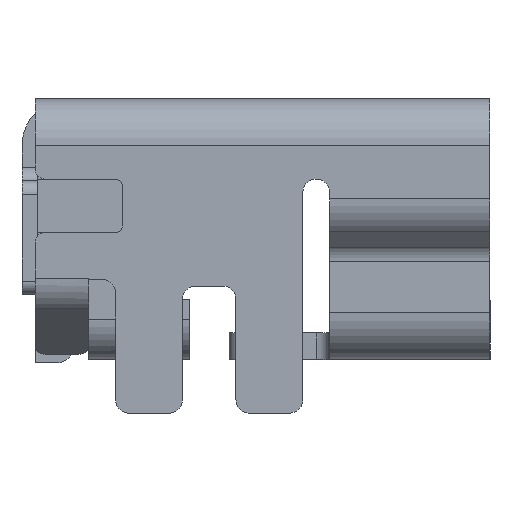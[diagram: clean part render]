
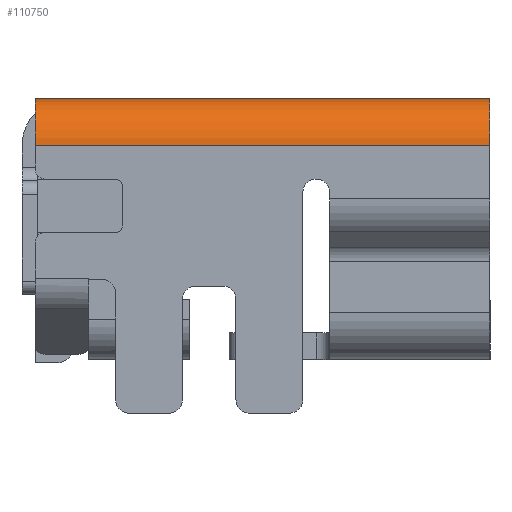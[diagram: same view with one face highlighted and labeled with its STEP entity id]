
A CAD part, left-side view. The second image highlights one B-rep face of the part: STEP entity #110750.
In plain terms, the highlighted cylindrical face has radius 0.7 mm (diameter 1.4 mm), a partial arc.
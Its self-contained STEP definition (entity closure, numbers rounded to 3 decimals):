
#1180=CARTESIAN_POINT('',(3.276,2.021,0.4));
#1190=VERTEX_POINT('385555-1605847714-d89ef3452802-0 716296',#1180);
#1220=CARTESIAN_POINT('',(3.276,2.021,0.4));
#1230=DIRECTION('',(0.,-1.,0.));
#1240=VECTOR('',#1230,1.);
#1250=LINE('',#1220,#1240);
#1260=CARTESIAN_POINT('',(3.276,-4.779,0.4));
#1270=VERTEX_POINT('385555-1605847714-d89ef3452802-0 716456',#1260);
#1280=EDGE_CURVE('385555-1605847714-d89ef3452802-0 718145',#1190,#1270,
#1250,.T.);
#11130=CARTESIAN_POINT('',(3.276,-4.779,-0.3));
#11140=DIRECTION('',(0.,-1.,0.));
#11150=DIRECTION('',(1.,0.,0.));
#11160=AXIS2_PLACEMENT_3D('',#11130,#11140,#11150);
#11170=CIRCLE('',#11160,0.7);
#11180=CARTESIAN_POINT('',(3.976,-4.779,-0.3));
#11190=VERTEX_POINT('385555-1605847714-d89ef3452802-0 717606',#11180);
#11200=EDGE_CURVE('385555-1605847714-d89ef3452802-0 718420',#11190,#1270
,#11170,.T.);
#18700=CARTESIAN_POINT('',(3.976,2.021,-0.3));
#18710=VERTEX_POINT('385555-1605847714-d89ef3452802-0 717578',#18700);
#18740=CARTESIAN_POINT('',(3.276,2.021,-0.3));
#18750=DIRECTION('',(0.,1.,0.));
#18760=DIRECTION('',(0.,0.,1.));
#18770=AXIS2_PLACEMENT_3D('',#18740,#18750,#18760);
#18780=CIRCLE('',#18770,0.7);
#18790=EDGE_CURVE('385555-1605847714-d89ef3452802-0 718582',#1190,#18710
,#18780,.T.);
#100230=CARTESIAN_POINT('',(3.976,-3.479,-0.3));
#100240=DIRECTION('',(0.,1.,0.));
#100250=VECTOR('',#100240,1.);
#100260=LINE('',#100230,#100250);
#100270=EDGE_CURVE('385555-1605847714-d89ef3452802-0 721302',#11190,
#18710,#100260,.T.);
#110640=CARTESIAN_POINT('',(3.276,0.,
-0.3));
#110650=DIRECTION('',(0.,-1.,0.));
#110660=DIRECTION('',(1.,0.,0.));
#110670=AXIS2_PLACEMENT_3D('',#110640,#110650,#110660);
#110680=CYLINDRICAL_SURFACE('',#110670,0.7);
#110690=ORIENTED_EDGE('',*,*,#18790,.F.);
#110700=ORIENTED_EDGE('',*,*,#100270,.T.);
#110710=ORIENTED_EDGE('',*,*,#11200,.F.);
#110720=ORIENTED_EDGE('',*,*,#1280,.T.);
#110730=EDGE_LOOP('',(#110720,#110710,#110700,#110690));
#110740=FACE_OUTER_BOUND('',#110730,.T.);
#110750=ADVANCED_FACE('385555-1605847714-d89ef3452802-0 721618',(#110740
),#110680,.T.);
